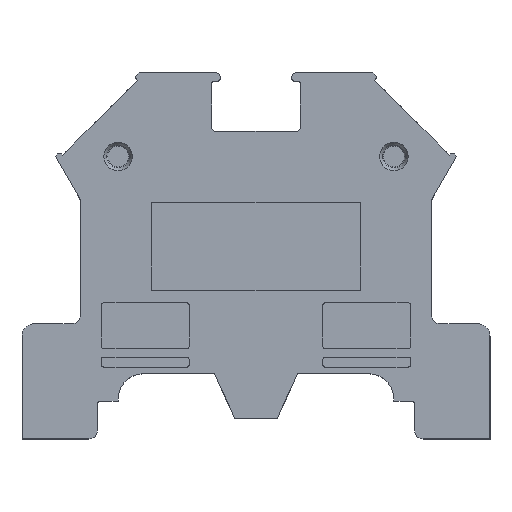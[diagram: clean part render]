
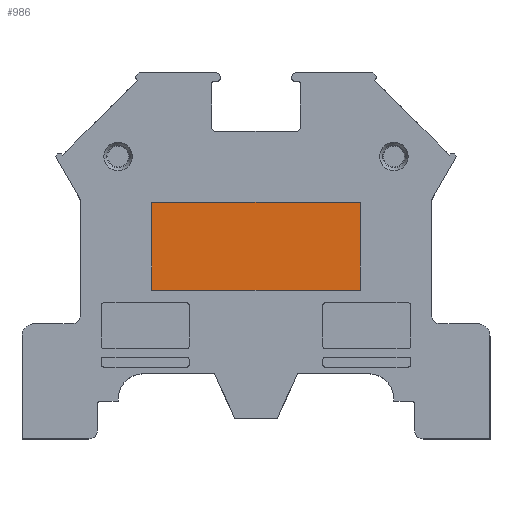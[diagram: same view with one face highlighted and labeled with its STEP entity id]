
A CAD part, top view. The second image highlights one B-rep face of the part: STEP entity #986.
In plain terms, the highlighted planar face has unit normal (0, 0, 1).
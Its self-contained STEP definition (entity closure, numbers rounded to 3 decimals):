
#986=ADVANCED_FACE('',(#1862),#1373,.F.);
#1373=PLANE('',#11379);
#1862=FACE_OUTER_BOUND('',#2504,.T.);
#2504=EDGE_LOOP('',(#5704,#5705,#5706,#5707));
#5704=ORIENTED_EDGE('',*,*,#8225,.T.);
#5705=ORIENTED_EDGE('',*,*,#8226,.T.);
#5706=ORIENTED_EDGE('',*,*,#8227,.T.);
#5707=ORIENTED_EDGE('',*,*,#8228,.T.);
#6766=VERTEX_POINT('',#17314);
#6767=VERTEX_POINT('',#17315);
#6768=VERTEX_POINT('',#17317);
#6769=VERTEX_POINT('',#17319);
#8225=EDGE_CURVE('',#6766,#6767,#9355,.T.);
#8226=EDGE_CURVE('',#6767,#6768,#9356,.T.);
#8227=EDGE_CURVE('',#6768,#6769,#9357,.T.);
#8228=EDGE_CURVE('',#6769,#6766,#9358,.T.);
#9355=LINE('',#17313,#10485);
#9356=LINE('',#17316,#10486);
#9357=LINE('',#17318,#10487);
#9358=LINE('',#17320,#10488);
#10485=VECTOR('',#14272,1.);
#10486=VECTOR('',#14273,1.);
#10487=VECTOR('',#14274,1.);
#10488=VECTOR('',#14275,1.);
#11379=AXIS2_PLACEMENT_3D('',#17321,#14276,#14277);
#14272=DIRECTION('',(1.,0.,0.));
#14273=DIRECTION('',(0.,1.,0.));
#14274=DIRECTION('',(-1.,0.,0.));
#14275=DIRECTION('',(0.,-1.,0.));
#14276=DIRECTION('',(0.,0.,-1.));
#14277=DIRECTION('',(-1.,0.,0.));
#17313=CARTESIAN_POINT('',(0.,-26.,7.95));
#17314=CARTESIAN_POINT('',(-12.5,-26.,7.95));
#17315=CARTESIAN_POINT('',(12.5,-26.,7.95));
#17316=CARTESIAN_POINT('',(12.5,-20.75,7.95));
#17317=CARTESIAN_POINT('',(12.5,-15.5,7.95));
#17318=CARTESIAN_POINT('',(0.,-15.5,7.95));
#17319=CARTESIAN_POINT('',(-12.5,-15.5,7.95));
#17320=CARTESIAN_POINT('',(-12.5,-20.75,7.95));
#17321=CARTESIAN_POINT('',(0.,-20.75,7.95));
